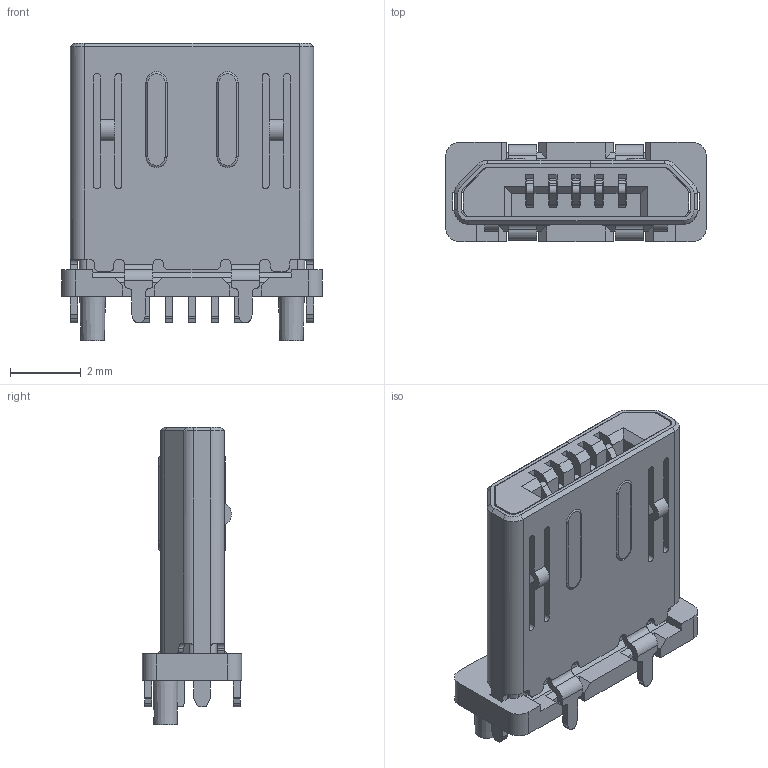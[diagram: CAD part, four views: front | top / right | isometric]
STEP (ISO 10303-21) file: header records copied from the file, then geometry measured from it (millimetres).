
FILE_DESCRIPTION(/* description */ (''),/* implementation_level */ '2;1');
FILE_NAME(/* name */ 'USB3150-30-075-A.step',/* time_stamp */ '2022-02-28T20:10:48-05:00',/* author */ (''),/* organization */ (''),/* preprocessor_version */ 'ST-DEVELOPER v18.1',/* originating_system */ 'Autodesk Translation Framework v10.13.0.1454',/* authorisation */ '');
FILE_SCHEMA (('AUTOMOTIVE_DESIGN { 1 0 10303 214 3 1 1 }'));
Length unit declared in the file: millimetre
Products named in the file (1): USB3150-30-075-A
Bounding box: 7.35 x 2.8 x 8.38 mm (x, y, z)
Volume: 73.4 mm3; surface area: 474.5 mm2
Topology: 7 solids, 7 shells, 759 faces, 2171 edges, 1427 vertices
Faces by surface type: plane 469, cylinder 273, torus 9, cone 8
Full cylindrical faces by diameter (mm): 0.8 x1
Entity records: 25783 total; most frequent: CARTESIAN_POINT 4568, ORIENTED_EDGE 4342, DIRECTION 4244, EDGE_CURVE 2171, LINE 1602, VECTOR 1602, VERTEX_POINT 1427, AXIS2_PLACEMENT_3D 1321
